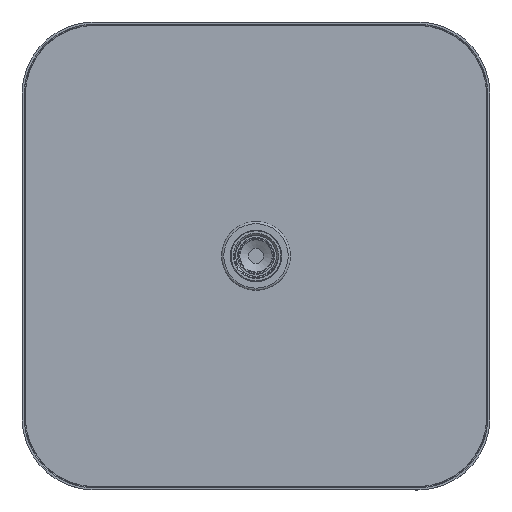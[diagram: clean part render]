
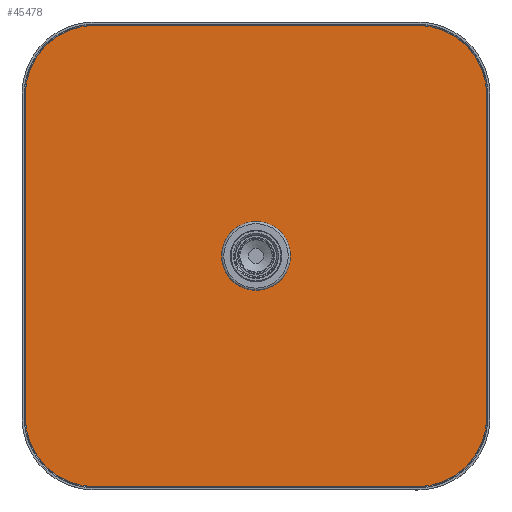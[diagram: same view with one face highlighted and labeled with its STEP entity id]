
A CAD part, top view. The second image highlights one B-rep face of the part: STEP entity #45478.
In plain terms, the highlighted planar face has unit normal (0, 0, 1).
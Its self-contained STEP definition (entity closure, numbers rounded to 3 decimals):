
#5575=LINE('',#89331,#9110);
#5578=LINE('',#89341,#9113);
#5582=LINE('',#89353,#9117);
#5586=LINE('',#89365,#9121);
#9110=VECTOR('',#63672,1000.);
#9113=VECTOR('',#63683,1000.);
#9117=VECTOR('',#63695,1000.);
#9121=VECTOR('',#63707,1000.);
#10137=PLANE('',#50419);
#23874=ORIENTED_EDGE('',*,*,#30320,.T.);
#23875=ORIENTED_EDGE('',*,*,#30298,.T.);
#23876=ORIENTED_EDGE('',*,*,#30301,.T.);
#23877=ORIENTED_EDGE('',*,*,#30303,.T.);
#23878=ORIENTED_EDGE('',*,*,#30307,.T.);
#23879=ORIENTED_EDGE('',*,*,#30309,.T.);
#23880=ORIENTED_EDGE('',*,*,#30313,.T.);
#23881=ORIENTED_EDGE('',*,*,#30315,.T.);
#23882=ORIENTED_EDGE('',*,*,#30318,.T.);
#30298=EDGE_CURVE('',#34506,#34505,#5575,.T.);
#30301=EDGE_CURVE('',#34505,#34507,#35977,.T.);
#30303=EDGE_CURVE('',#34507,#34509,#5578,.T.);
#30307=EDGE_CURVE('',#34509,#34511,#35979,.T.);
#30309=EDGE_CURVE('',#34511,#34513,#5582,.T.);
#30313=EDGE_CURVE('',#34513,#34515,#35981,.T.);
#30315=EDGE_CURVE('',#34515,#34517,#5586,.T.);
#30318=EDGE_CURVE('',#34517,#34506,#35983,.T.);
#30320=EDGE_CURVE('',#34519,#34519,#35985,.T.);
#34505=VERTEX_POINT('',#89330);
#34506=VERTEX_POINT('',#89332);
#34507=VERTEX_POINT('',#89336);
#34509=VERTEX_POINT('',#89342);
#34511=VERTEX_POINT('',#89348);
#34513=VERTEX_POINT('',#89354);
#34515=VERTEX_POINT('',#89360);
#34517=VERTEX_POINT('',#89366);
#34519=VERTEX_POINT('',#89375);
#35977=CIRCLE('',#50405,32.5);
#35979=CIRCLE('',#50409,32.5);
#35981=CIRCLE('',#50413,32.5);
#35983=CIRCLE('',#50417,32.5);
#35985=CIRCLE('',#50420,14.5);
#39366=EDGE_LOOP('',(#23874));
#39367=EDGE_LOOP('',(#23875,#23876,#23877,#23878,#23879,#23880,#23881,#23882));
#42751=FACE_BOUND('',#39366,.T.);
#42752=FACE_BOUND('',#39367,.T.);
#45478=ADVANCED_FACE('',(#42751,#42752),#10137,.T.);
#50405=AXIS2_PLACEMENT_3D('',#89338,#63677,#63678);
#50409=AXIS2_PLACEMENT_3D('',#89350,#63689,#63690);
#50413=AXIS2_PLACEMENT_3D('',#89362,#63701,#63702);
#50417=AXIS2_PLACEMENT_3D('',#89371,#63712,#63713);
#50419=AXIS2_PLACEMENT_3D('',#89373,#63716,#63717);
#50420=AXIS2_PLACEMENT_3D('',#89374,#63718,#63719);
#63672=DIRECTION('',(1.,0.,0.));
#63677=DIRECTION('',(0.,0.,1.));
#63678=DIRECTION('',(0.,-1.,0.));
#63683=DIRECTION('',(0.,1.,0.));
#63689=DIRECTION('',(0.,0.,1.));
#63690=DIRECTION('',(1.,0.,0.));
#63695=DIRECTION('',(-1.,0.,0.));
#63701=DIRECTION('',(0.,0.,1.));
#63702=DIRECTION('',(0.,1.,0.));
#63707=DIRECTION('',(0.,-1.,0.));
#63712=DIRECTION('',(0.,0.,1.));
#63713=DIRECTION('',(-1.,0.,0.));
#63716=DIRECTION('',(0.,0.,1.));
#63717=DIRECTION('',(0.,-1.,0.));
#63718=DIRECTION('',(0.,0.,-1.));
#63719=DIRECTION('',(0.,-1.,0.));
#89330=CARTESIAN_POINT('',(74.75,-107.25,1.));
#89331=CARTESIAN_POINT('',(-74.75,-107.25,1.));
#89332=CARTESIAN_POINT('',(-74.75,-107.25,1.));
#89336=CARTESIAN_POINT('',(107.25,-74.75,1.));
#89338=CARTESIAN_POINT('',(74.75,-74.75,1.));
#89341=CARTESIAN_POINT('',(107.25,-74.75,1.));
#89342=CARTESIAN_POINT('',(107.25,74.75,1.));
#89348=CARTESIAN_POINT('',(74.75,107.25,1.));
#89350=CARTESIAN_POINT('',(74.75,74.75,1.));
#89353=CARTESIAN_POINT('',(74.75,107.25,1.));
#89354=CARTESIAN_POINT('',(-74.75,107.25,1.));
#89360=CARTESIAN_POINT('',(-107.25,74.75,1.));
#89362=CARTESIAN_POINT('',(-74.75,74.75,1.));
#89365=CARTESIAN_POINT('',(-107.25,74.75,1.));
#89366=CARTESIAN_POINT('',(-107.25,-74.75,1.));
#89371=CARTESIAN_POINT('',(-74.75,-74.75,1.));
#89373=CARTESIAN_POINT('',(0.,0.,1.));
#89374=CARTESIAN_POINT('',(0.,0.,1.));
#89375=CARTESIAN_POINT('',(0.,-14.5,1.));
